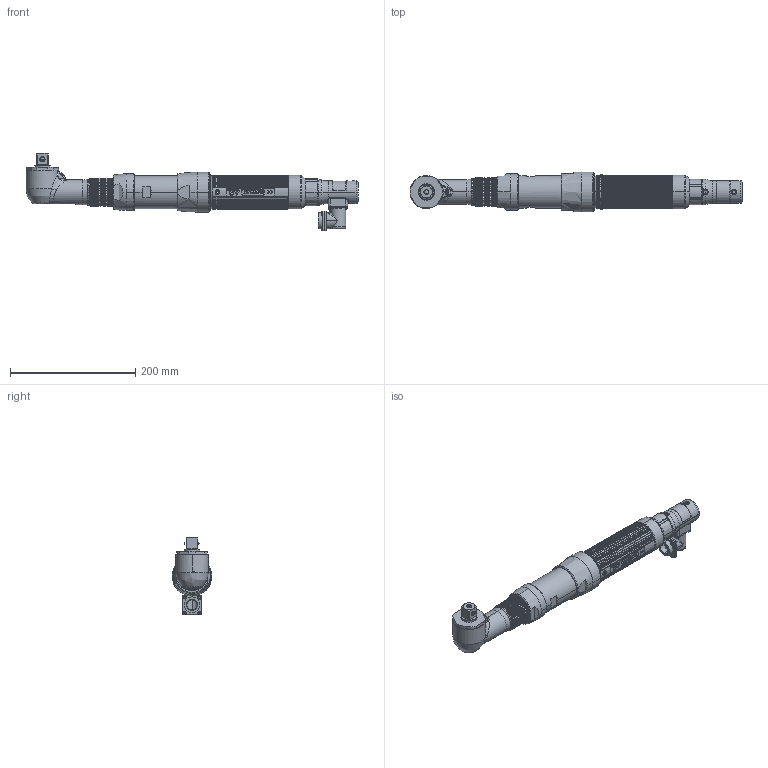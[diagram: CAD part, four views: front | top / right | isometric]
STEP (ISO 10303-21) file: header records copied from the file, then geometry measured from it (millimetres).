
FILE_DESCRIPTION((''),'2;1');
FILE_NAME('EB45MA26-165','2012-08-16T',('EJF1116'),(''),'PRO/ENGINEER BY PARAMETRIC TECHNOLOGY CORPORATION, 2010430','PRO/ENGINEER BY PARAMETRIC TECHNOLOGY CORPORATION, 2010430','');
FILE_SCHEMA(('CONFIG_CONTROL_DESIGN'));
Products named in the file (1): EB45MA26-165
Bounding box: 529.6 x 63.44 x 123.05 mm (x, y, z)
Surface area: 162390.1 mm2 (no closed solid volume)
Topology: 0 solids, 137 shells, 792 faces, 4213 edges, 3438 vertices
Faces by surface type: cylinder 376, plane 181, bspline 99, torus 92, cone 40, extrusion 2, sphere 2
Entity records: 55149 total; most frequent: CARTESIAN_POINT 25253, DIRECTION 5518, ORIENTED_EDGE 5381, EDGE_CURVE 4211, VERTEX_POINT 3438, AXIS2_PLACEMENT_3D 1841, VECTOR 1836, LINE 1834
